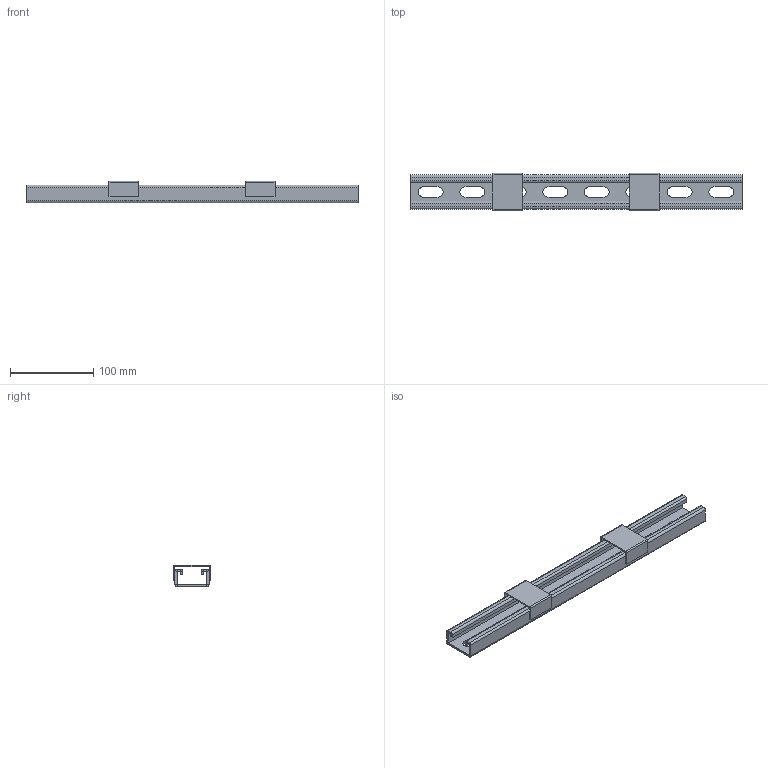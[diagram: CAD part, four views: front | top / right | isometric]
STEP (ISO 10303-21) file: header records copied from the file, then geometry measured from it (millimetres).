
FILE_DESCRIPTION (( 'STEP AP203' ), '1' );
FILE_NAME ('TI-00D-AKP-040 TITAN Êîìïëåêò êðåïëåíèÿ ê ñòîëáó 400 IEK.STEP', '2023-06-26T10:43:58', ( '' ), ( '' ), 'SwSTEP 2.0', 'SolidWorks 2022', '' );
FILE_SCHEMA (( 'CONFIG_CONTROL_DESIGN' ));
Length unit declared in the file: millimetre
Products named in the file (1): TI-00D-AKP-040 TITAN Комплект крепления к столбу 400 IEK
Bounding box: 400 x 44.8 x 25.4 mm (x, y, z)
Surface area: 88665.7 mm2 (no closed solid volume)
Topology: 0 solids, 3 shells, 120 faces, 262 edges, 148 vertices
Faces by surface type: plane 94, cylinder 26
Entity records: 3261 total; most frequent: DIRECTION 556, CARTESIAN_POINT 531, ORIENTED_EDGE 524, EDGE_CURVE 262, VECTOR 210, LINE 210, AXIS2_PLACEMENT_3D 173, VERTEX_POINT 148
